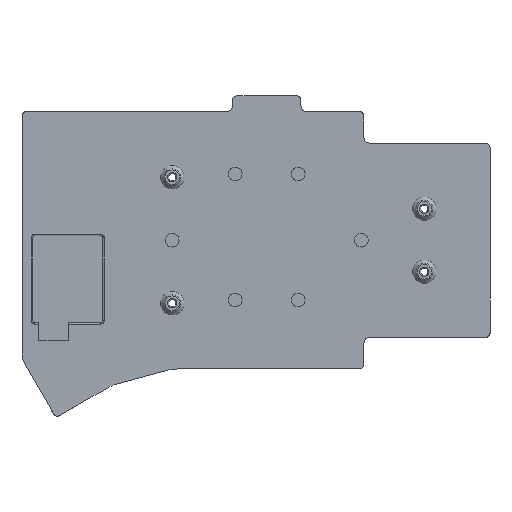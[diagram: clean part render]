
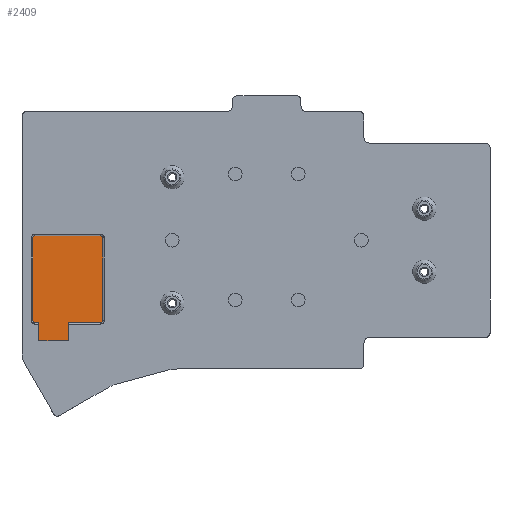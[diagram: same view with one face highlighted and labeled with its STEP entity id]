
A CAD part, top view. The second image highlights one B-rep face of the part: STEP entity #2409.
In plain terms, the highlighted planar face has unit normal (0, 0, 1).
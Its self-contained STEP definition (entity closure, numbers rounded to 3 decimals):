
#1461 = VERTEX_POINT('',#1462);
#1462 = CARTESIAN_POINT('',(131.75,-68.25,0.9));
#1468 = EDGE_CURVE('',#1461,#1469,#1471,.T.);
#1469 = VERTEX_POINT('',#1470);
#1470 = CARTESIAN_POINT('',(131.75,-63.25,0.9));
#1471 = LINE('',#1472,#1473);
#1472 = CARTESIAN_POINT('',(131.75,-68.25,0.9));
#1473 = VECTOR('',#1474,1.);
#1474 = DIRECTION('',(0.,1.,0.));
#1476 = EDGE_CURVE('',#1469,#1477,#1479,.T.);
#1477 = VERTEX_POINT('',#1478);
#1478 = CARTESIAN_POINT('',(131.75,-62.8,0.9));
#1479 = LINE('',#1480,#1481);
#1480 = CARTESIAN_POINT('',(131.75,-59.965,
    0.9));
#1481 = VECTOR('',#1482,1.);
#1482 = DIRECTION('',(0.,1.,0.));
#1524 = VERTEX_POINT('',#1525);
#1525 = CARTESIAN_POINT('',(122.75,-68.25,0.9));
#1531 = EDGE_CURVE('',#1524,#1461,#1532,.T.);
#1532 = LINE('',#1533,#1534);
#1533 = CARTESIAN_POINT('',(122.75,-68.25,0.9));
#1534 = VECTOR('',#1535,1.);
#1535 = DIRECTION('',(1.,0.,0.));
#1581 = VERTEX_POINT('',#1582);
#1582 = CARTESIAN_POINT('',(122.75,-62.8,0.9));
#1589 = EDGE_CURVE('',#1590,#1581,#1592,.T.);
#1590 = VERTEX_POINT('',#1591);
#1591 = CARTESIAN_POINT('',(122.75,-63.25,0.9));
#1592 = LINE('',#1593,#1594);
#1593 = CARTESIAN_POINT('',(122.75,-57.465,
    0.9));
#1594 = VECTOR('',#1595,1.);
#1595 = DIRECTION('',(0.,1.,0.));
#1597 = EDGE_CURVE('',#1590,#1524,#1598,.T.);
#1598 = LINE('',#1599,#1600);
#1599 = CARTESIAN_POINT('',(122.75,-63.25,0.9));
#1600 = VECTOR('',#1601,1.);
#1601 = DIRECTION('',(0.,-1.,0.));
#2312 = VERTEX_POINT('',#2313);
#2313 = CARTESIAN_POINT('',(142.05,-62.25,0.9));
#2322 = VERTEX_POINT('',#2323);
#2323 = CARTESIAN_POINT('',(141.5,-62.8,0.9));
#2330 = EDGE_CURVE('',#2312,#2322,#2331,.T.);
#2331 = CIRCLE('',#2332,0.55);
#2332 = AXIS2_PLACEMENT_3D('',#2333,#2334,#2335);
#2333 = CARTESIAN_POINT('',(141.5,-62.25,0.9));
#2334 = DIRECTION('',(0.,0.,-1.));
#2335 = DIRECTION('',(1.,0.,0.));
#2346 = VERTEX_POINT('',#2347);
#2347 = CARTESIAN_POINT('',(142.05,-37.25,0.9));
#2354 = EDGE_CURVE('',#2346,#2312,#2355,.T.);
#2355 = LINE('',#2356,#2357);
#2356 = CARTESIAN_POINT('',(142.05,-37.25,0.9));
#2357 = VECTOR('',#2358,1.);
#2358 = DIRECTION('',(0.,-1.,0.));
#2371 = EDGE_CURVE('',#2322,#1477,#2372,.T.);
#2372 = LINE('',#2373,#2374);
#2373 = CARTESIAN_POINT('',(141.5,-62.8,0.9));
#2374 = VECTOR('',#2375,1.);
#2375 = DIRECTION('',(-1.,0.,0.));
#2388 = VERTEX_POINT('',#2389);
#2389 = CARTESIAN_POINT('',(141.5,-36.7,0.9));
#2398 = EDGE_CURVE('',#2388,#2346,#2399,.T.);
#2399 = CIRCLE('',#2400,0.55);
#2400 = AXIS2_PLACEMENT_3D('',#2401,#2402,#2403);
#2401 = CARTESIAN_POINT('',(141.5,-37.25,0.9));
#2402 = DIRECTION('',(0.,0.,-1.));
#2403 = DIRECTION('',(0.,1.,0.));
#2409 = ADVANCED_FACE('',(#2410),#2461,.T.);
#2410 = FACE_BOUND('',#2411,.F.);
#2411 = EDGE_LOOP('',(#2412,#2413,#2421,#2430,#2438,#2447,#2453,#2454,
    #2455,#2456,#2457,#2458,#2459,#2460));
#2412 = ORIENTED_EDGE('',*,*,#1589,.T.);
#2413 = ORIENTED_EDGE('',*,*,#2414,.T.);
#2414 = EDGE_CURVE('',#1581,#2415,#2417,.T.);
#2415 = VERTEX_POINT('',#2416);
#2416 = CARTESIAN_POINT('',(121.5,-62.8,0.9));
#2417 = LINE('',#2418,#2419);
#2418 = CARTESIAN_POINT('',(122.75,-62.8,0.9));
#2419 = VECTOR('',#2420,1.);
#2420 = DIRECTION('',(-1.,0.,0.));
#2421 = ORIENTED_EDGE('',*,*,#2422,.T.);
#2422 = EDGE_CURVE('',#2415,#2423,#2425,.T.);
#2423 = VERTEX_POINT('',#2424);
#2424 = CARTESIAN_POINT('',(120.95,-62.25,0.9));
#2425 = CIRCLE('',#2426,0.55);
#2426 = AXIS2_PLACEMENT_3D('',#2427,#2428,#2429);
#2427 = CARTESIAN_POINT('',(121.5,-62.25,0.9));
#2428 = DIRECTION('',(0.,0.,-1.));
#2429 = DIRECTION('',(0.,-1.,0.));
#2430 = ORIENTED_EDGE('',*,*,#2431,.T.);
#2431 = EDGE_CURVE('',#2423,#2432,#2434,.T.);
#2432 = VERTEX_POINT('',#2433);
#2433 = CARTESIAN_POINT('',(120.95,-37.25,0.9));
#2434 = LINE('',#2435,#2436);
#2435 = CARTESIAN_POINT('',(120.95,-62.25,0.9));
#2436 = VECTOR('',#2437,1.);
#2437 = DIRECTION('',(0.,1.,0.));
#2438 = ORIENTED_EDGE('',*,*,#2439,.T.);
#2439 = EDGE_CURVE('',#2432,#2440,#2442,.T.);
#2440 = VERTEX_POINT('',#2441);
#2441 = CARTESIAN_POINT('',(121.5,-36.7,0.9));
#2442 = CIRCLE('',#2443,0.55);
#2443 = AXIS2_PLACEMENT_3D('',#2444,#2445,#2446);
#2444 = CARTESIAN_POINT('',(121.5,-37.25,0.9));
#2445 = DIRECTION('',(0.,0.,-1.));
#2446 = DIRECTION('',(-1.,0.,0.));
#2447 = ORIENTED_EDGE('',*,*,#2448,.T.);
#2448 = EDGE_CURVE('',#2440,#2388,#2449,.T.);
#2449 = LINE('',#2450,#2451);
#2450 = CARTESIAN_POINT('',(121.5,-36.7,0.9));
#2451 = VECTOR('',#2452,1.);
#2452 = DIRECTION('',(1.,0.,0.));
#2453 = ORIENTED_EDGE('',*,*,#2398,.T.);
#2454 = ORIENTED_EDGE('',*,*,#2354,.T.);
#2455 = ORIENTED_EDGE('',*,*,#2330,.T.);
#2456 = ORIENTED_EDGE('',*,*,#2371,.T.);
#2457 = ORIENTED_EDGE('',*,*,#1476,.F.);
#2458 = ORIENTED_EDGE('',*,*,#1468,.F.);
#2459 = ORIENTED_EDGE('',*,*,#1531,.F.);
#2460 = ORIENTED_EDGE('',*,*,#1597,.F.);
#2461 = PLANE('',#2462);
#2462 = AXIS2_PLACEMENT_3D('',#2463,#2464,#2465);
#2463 = CARTESIAN_POINT('',(131.1,-51.68,0.9
    ));
#2464 = DIRECTION('',(0.,0.,1.));
#2465 = DIRECTION('',(1.,0.,0.));
